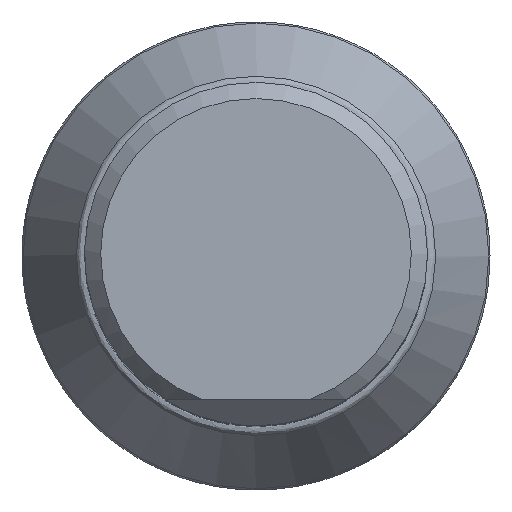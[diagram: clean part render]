
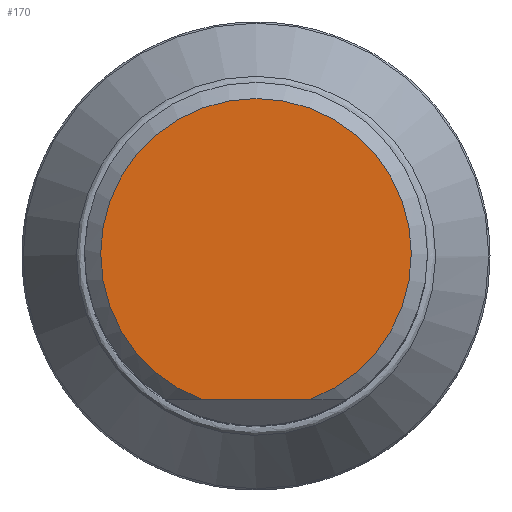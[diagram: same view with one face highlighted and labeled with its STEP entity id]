
A CAD part, top view. The second image highlights one B-rep face of the part: STEP entity #170.
In plain terms, the highlighted planar face has unit normal (0, 0, 1).
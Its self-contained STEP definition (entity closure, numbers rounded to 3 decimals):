
#105=PLANE('',#447);
#117=FACE_OUTER_BOUND('',#255,.T.);
#138=LINE('',#868,#150);
#150=VECTOR('',#530,1.);
#170=ADVANCED_FACE('',(#117),#105,.T.);
#255=EDGE_LOOP('',(#303,#304));
#303=ORIENTED_EDGE('',*,*,#374,.F.);
#304=ORIENTED_EDGE('',*,*,#366,.T.);
#340=VERTEX_POINT('',#842);
#341=VERTEX_POINT('',#844);
#366=EDGE_CURVE('',#341,#340,#388,.T.);
#374=EDGE_CURVE('',#341,#340,#138,.T.);
#388=CIRCLE('',#433,14.375);
#433=AXIS2_PLACEMENT_3D('',#843,#502,#503);
#447=AXIS2_PLACEMENT_3D('',#869,#531,#532);
#502=DIRECTION('',(0.,0.,1.));
#503=DIRECTION('',(1.,0.,0.));
#530=DIRECTION('',(-1.,0.,0.));
#531=DIRECTION('',(0.,0.,1.));
#532=DIRECTION('',(1.,0.,0.));
#842=CARTESIAN_POINT('',(-4.974,-13.487,119.891));
#843=CARTESIAN_POINT('',(0.,0.,119.891));
#844=CARTESIAN_POINT('',(4.974,-13.487,119.891));
#868=CARTESIAN_POINT('',(90.,-13.487,119.891));
#869=CARTESIAN_POINT('',(0.,0.,119.891));
